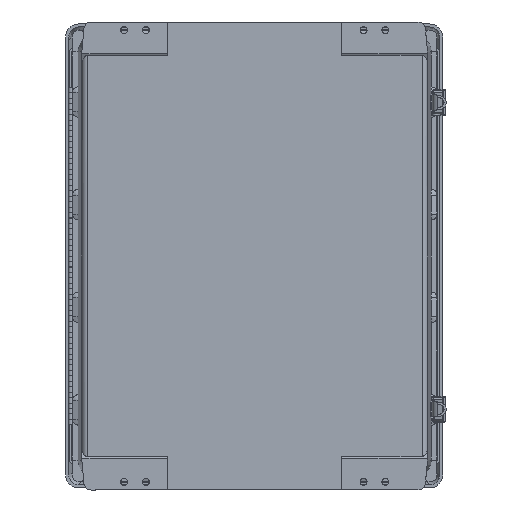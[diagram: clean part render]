
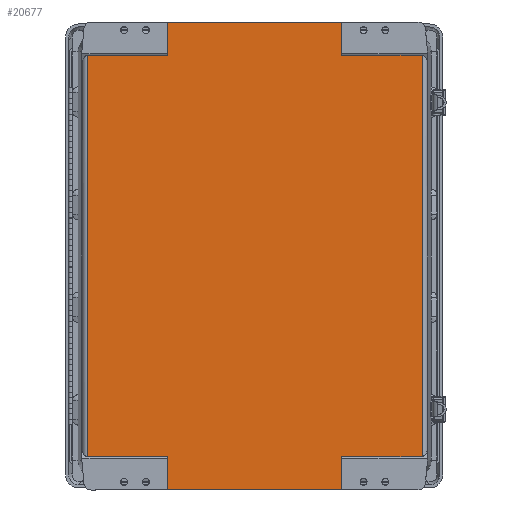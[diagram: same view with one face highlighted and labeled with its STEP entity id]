
A CAD part, front view. The second image highlights one B-rep face of the part: STEP entity #20677.
In plain terms, the highlighted planar face has unit normal (0, -1, 0).
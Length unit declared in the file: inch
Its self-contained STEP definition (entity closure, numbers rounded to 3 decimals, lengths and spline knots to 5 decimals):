
#145 = LINE ( 'NONE', #22807, #282 ) ;
#180 = ORIENTED_EDGE ( 'NONE', *, *, #25073, .F. ) ;
#282 = VECTOR ( 'NONE', #10334, 39.37008 ) ;
#1166 = DIRECTION ( 'NONE',  ( 0., 0., -1. ) ) ;
#1496 = EDGE_CURVE ( 'NONE', #3777, #17094, #21218, .T. ) ;
#2042 = CARTESIAN_POINT ( 'NONE',  ( 7.69183, 0., 9.2134 ) ) ;
#2075 = DIRECTION ( 'NONE',  ( 0., 0., 1. ) ) ;
#2458 = VECTOR ( 'NONE', #17339, 39.37008 ) ;
#3372 = EDGE_CURVE ( 'NONE', #17094, #6903, #12716, .T. ) ;
#3466 = CARTESIAN_POINT ( 'NONE',  ( -3.995, 0., 9.2134 ) ) ;
#3522 = ORIENTED_EDGE ( 'NONE', *, *, #22863, .F. ) ;
#3581 = FACE_OUTER_BOUND ( 'NONE', #11631, .T. ) ;
#3583 = ORIENTED_EDGE ( 'NONE', *, *, #13338, .F. ) ;
#3713 = CARTESIAN_POINT ( 'NONE',  ( 3.995, 0., -9.3875 ) ) ;
#3777 = VERTEX_POINT ( 'NONE', #22017 ) ;
#4158 = DIRECTION ( 'NONE',  ( 0., 0., 1. ) ) ;
#4332 = CARTESIAN_POINT ( 'NONE',  ( 4.83175, 0., 10.75 ) ) ;
#4357 = CARTESIAN_POINT ( 'NONE',  ( -3.995, 0., -9.3875 ) ) ;
#4893 = EDGE_CURVE ( 'NONE', #6903, #23427, #7647, .T. ) ;
#5031 = ORIENTED_EDGE ( 'NONE', *, *, #10134, .T. ) ;
#5639 = ORIENTED_EDGE ( 'NONE', *, *, #22002, .F. ) ;
#6058 = VERTEX_POINT ( 'NONE', #9099 ) ;
#6903 = VERTEX_POINT ( 'NONE', #16340 ) ;
#7348 = DIRECTION ( 'NONE',  ( 1., 0., 0. ) ) ;
#7463 = CARTESIAN_POINT ( 'NONE',  ( -7.69183, 0., 9.2134 ) ) ;
#7558 = VECTOR ( 'NONE', #11706, 39.37008 ) ;
#7647 = LINE ( 'NONE', #2042, #7558 ) ;
#7693 = CARTESIAN_POINT ( 'NONE',  ( 3.995, 0., -9.3875 ) ) ;
#7985 = VECTOR ( 'NONE', #21777, 39.37008 ) ;
#8117 = LINE ( 'NONE', #9565, #7985 ) ;
#9099 = CARTESIAN_POINT ( 'NONE',  ( -7.69183, 0., -9.2134 ) ) ;
#9272 = DIRECTION ( 'NONE',  ( -1., 0., 0. ) ) ;
#9565 = CARTESIAN_POINT ( 'NONE',  ( -7.3875, 0., 9.2134 ) ) ;
#9682 = EDGE_CURVE ( 'NONE', #23265, #16793, #15347, .T. ) ;
#9874 = VECTOR ( 'NONE', #23405, 39.37008 ) ;
#9895 = VERTEX_POINT ( 'NONE', #7463 ) ;
#10134 = EDGE_CURVE ( 'NONE', #9895, #6058, #13465, .T. ) ;
#10334 = DIRECTION ( 'NONE',  ( 0., 0., 1. ) ) ;
#10572 = ORIENTED_EDGE ( 'NONE', *, *, #3372, .T. ) ;
#10985 = ORIENTED_EDGE ( 'NONE', *, *, #4893, .T. ) ;
#11145 = CARTESIAN_POINT ( 'NONE',  ( -7.3875, 0., -9.2134 ) ) ;
#11475 = EDGE_CURVE ( 'NONE', #23427, #23265, #8117, .T. ) ;
#11542 = CARTESIAN_POINT ( 'NONE',  ( -7.3875, 0., -9.2134 ) ) ;
#11631 = EDGE_LOOP ( 'NONE', ( #10572, #10985, #21576, #15149, #12283, #3522, #180, #5031, #5639, #3583, #26105, #16766 ) ) ;
#11649 = DIRECTION ( 'NONE',  ( 0., 0., -1. ) ) ;
#11706 = DIRECTION ( 'NONE',  ( 0., 0., 1. ) ) ;
#11734 = CARTESIAN_POINT ( 'NONE',  ( 3.995, 0., -9.2134 ) ) ;
#11912 = CARTESIAN_POINT ( 'NONE',  ( -7.3875, 0., -9.3875 ) ) ;
#12283 = ORIENTED_EDGE ( 'NONE', *, *, #19160, .T. ) ;
#12504 = CARTESIAN_POINT ( 'NONE',  ( -7.3875, 0., 9.2134 ) ) ;
#12716 = LINE ( 'NONE', #11145, #12940 ) ;
#12940 = VECTOR ( 'NONE', #7348, 39.37008 ) ;
#13338 = EDGE_CURVE ( 'NONE', #20441, #27210, #145, .T. ) ;
#13465 = LINE ( 'NONE', #13820, #17274 ) ;
#13820 = CARTESIAN_POINT ( 'NONE',  ( -7.69183, 0., -9.2134 ) ) ;
#14103 = DIRECTION ( 'NONE',  ( 0., -1., 0. ) ) ;
#15149 = ORIENTED_EDGE ( 'NONE', *, *, #9682, .T. ) ;
#15295 = VECTOR ( 'NONE', #23420, 39.37008 ) ;
#15347 = LINE ( 'NONE', #3713, #15295 ) ;
#16177 = VERTEX_POINT ( 'NONE', #3466 ) ;
#16259 = VERTEX_POINT ( 'NONE', #19212 ) ;
#16340 = CARTESIAN_POINT ( 'NONE',  ( 7.69183, 0., -9.2134 ) ) ;
#16766 = ORIENTED_EDGE ( 'NONE', *, *, #1496, .T. ) ;
#16793 = VERTEX_POINT ( 'NONE', #19474 ) ;
#17094 = VERTEX_POINT ( 'NONE', #11734 ) ;
#17274 = VECTOR ( 'NONE', #11649, 39.37008 ) ;
#17339 = DIRECTION ( 'NONE',  ( -1., 0., 0. ) ) ;
#17393 = AXIS2_PLACEMENT_3D ( 'NONE', #11912, #14103, #1166 ) ;
#18378 = VECTOR ( 'NONE', #2075, 39.37008 ) ;
#18472 = LINE ( 'NONE', #4357, #18378 ) ;
#18575 = LINE ( 'NONE', #12504, #9874 ) ;
#19160 = EDGE_CURVE ( 'NONE', #16793, #16259, #20126, .T. ) ;
#19212 = CARTESIAN_POINT ( 'NONE',  ( -3.995, 0., 10.75 ) ) ;
#19474 = CARTESIAN_POINT ( 'NONE',  ( 3.995, 0., 10.75 ) ) ;
#19948 = LINE ( 'NONE', #24505, #20127 ) ;
#19950 = CARTESIAN_POINT ( 'NONE',  ( 3.995, 0., 9.2134 ) ) ;
#20126 = LINE ( 'NONE', #4332, #2458 ) ;
#20127 = VECTOR ( 'NONE', #9272, 39.37008 ) ;
#20441 = VERTEX_POINT ( 'NONE', #22546 ) ;
#20677 = ADVANCED_FACE ( 'NONE', ( #3581 ), #25013, .T. ) ;
#21218 = LINE ( 'NONE', #7693, #21252 ) ;
#21252 = VECTOR ( 'NONE', #4158, 39.37008 ) ;
#21576 = ORIENTED_EDGE ( 'NONE', *, *, #11475, .T. ) ;
#21777 = DIRECTION ( 'NONE',  ( -1., 0., 0. ) ) ;
#22002 = EDGE_CURVE ( 'NONE', #27210, #6058, #22008, .T. ) ;
#22008 = LINE ( 'NONE', #11542, #22641 ) ;
#22017 = CARTESIAN_POINT ( 'NONE',  ( 3.995, 0., -10.75 ) ) ;
#22536 = EDGE_CURVE ( 'NONE', #3777, #20441, #19948, .T. ) ;
#22546 = CARTESIAN_POINT ( 'NONE',  ( -3.995, 0., -10.75 ) ) ;
#22641 = VECTOR ( 'NONE', #26802, 39.37008 ) ;
#22807 = CARTESIAN_POINT ( 'NONE',  ( -3.995, 0., -9.3875 ) ) ;
#22863 = EDGE_CURVE ( 'NONE', #16177, #16259, #18472, .T. ) ;
#23265 = VERTEX_POINT ( 'NONE', #19950 ) ;
#23405 = DIRECTION ( 'NONE',  ( 1., 0., 0. ) ) ;
#23420 = DIRECTION ( 'NONE',  ( 0., 0., 1. ) ) ;
#23427 = VERTEX_POINT ( 'NONE', #27283 ) ;
#24505 = CARTESIAN_POINT ( 'NONE',  ( 4.83175, 0., -10.75 ) ) ;
#25013 = PLANE ( 'NONE',  #17393 ) ;
#25073 = EDGE_CURVE ( 'NONE', #9895, #16177, #18575, .T. ) ;
#26105 = ORIENTED_EDGE ( 'NONE', *, *, #22536, .F. ) ;
#26614 = CARTESIAN_POINT ( 'NONE',  ( -3.995, 0., -9.2134 ) ) ;
#26802 = DIRECTION ( 'NONE',  ( -1., 0., 0. ) ) ;
#27210 = VERTEX_POINT ( 'NONE', #26614 ) ;
#27283 = CARTESIAN_POINT ( 'NONE',  ( 7.69183, 0., 9.2134 ) ) ;
